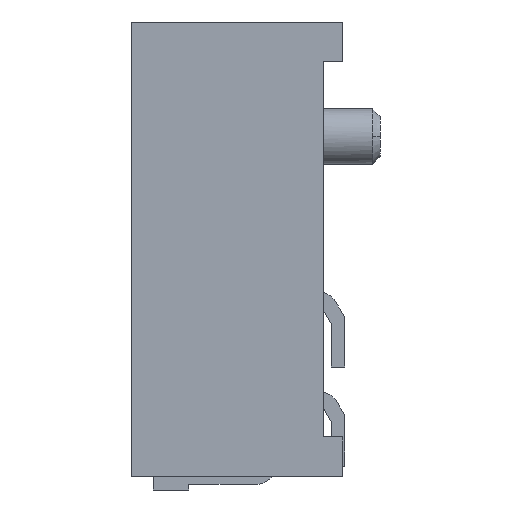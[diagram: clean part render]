
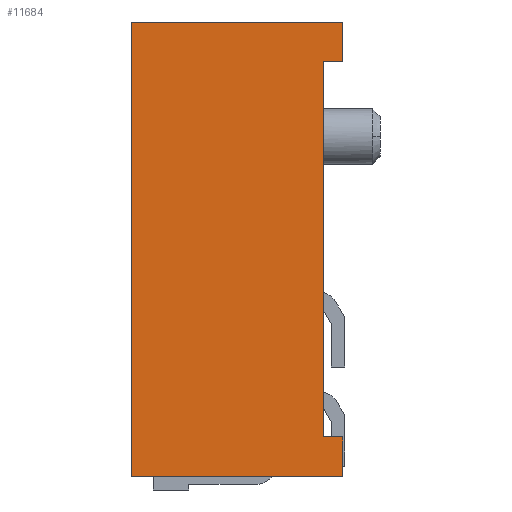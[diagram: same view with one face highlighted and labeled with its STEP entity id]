
A CAD part, left-side view. The second image highlights one B-rep face of the part: STEP entity #11684.
In plain terms, the highlighted planar face has unit normal (-1, 0, 0).
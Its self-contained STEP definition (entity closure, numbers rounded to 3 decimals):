
#13=DIRECTION('',(0.,0.,-1.));
#14=VECTOR('',#13,1.64);
#15=CARTESIAN_POINT('',(-9.05,-3.,-1.));
#16=LINE('',#15,#14);
#17=DIRECTION('',(0.,0.,-1.));
#18=VECTOR('',#17,0.52);
#19=CARTESIAN_POINT('',(-9.05,-3.,-2.64));
#20=LINE('',#19,#18);
#21=DIRECTION('',(0.,0.,-1.));
#22=VECTOR('',#21,7.34);
#23=CARTESIAN_POINT('',(-9.05,-3.,-3.16));
#24=LINE('',#23,#22);
#25=DIRECTION('',(0.,-1.,0.));
#26=VECTOR('',#25,0.5);
#27=CARTESIAN_POINT('',(-9.05,-3.,-10.5));
#28=LINE('',#27,#26);
#29=DIRECTION('',(0.,0.,-1.));
#30=VECTOR('',#29,1.);
#31=CARTESIAN_POINT('',(-9.05,-3.5,-10.5));
#32=LINE('',#31,#30);
#33=DIRECTION('',(0.,1.,0.));
#34=VECTOR('',#33,5.35);
#35=CARTESIAN_POINT('',(-9.05,-3.5,-11.5));
#36=LINE('',#35,#34);
#37=DIRECTION('',(0.,0.,1.));
#38=VECTOR('',#37,11.5);
#39=CARTESIAN_POINT('',(-9.05,1.85,-11.5));
#40=LINE('',#39,#38);
#41=DIRECTION('',(0.,-1.,0.));
#42=VECTOR('',#41,5.35);
#43=CARTESIAN_POINT('',(-9.05,1.85,0.));
#44=LINE('',#43,#42);
#45=DIRECTION('',(0.,0.,-1.));
#46=VECTOR('',#45,1.);
#47=CARTESIAN_POINT('',(-9.05,-3.5,0.));
#48=LINE('',#47,#46);
#49=DIRECTION('',(0.,1.,0.));
#50=VECTOR('',#49,0.5);
#51=CARTESIAN_POINT('',(-9.05,-3.5,-1.));
#52=LINE('',#51,#50);
#8861=CARTESIAN_POINT('',(-9.05,1.85,0.));
#8862=CARTESIAN_POINT('',(-9.05,-3.5,0.));
#8863=VERTEX_POINT('',#8861);
#8864=VERTEX_POINT('',#8862);
#8865=CARTESIAN_POINT('',(-9.05,-3.5,-1.));
#8866=VERTEX_POINT('',#8865);
#8867=CARTESIAN_POINT('',(-9.05,-3.,-1.));
#8868=VERTEX_POINT('',#8867);
#8869=CARTESIAN_POINT('',(-9.05,-3.,-10.5));
#8870=CARTESIAN_POINT('',(-9.05,-3.5,-10.5));
#8871=VERTEX_POINT('',#8869);
#8872=VERTEX_POINT('',#8870);
#8873=CARTESIAN_POINT('',(-9.05,-3.5,-11.5));
#8874=VERTEX_POINT('',#8873);
#8875=CARTESIAN_POINT('',(-9.05,1.85,-11.5));
#8876=VERTEX_POINT('',#8875);
#8917=CARTESIAN_POINT('',(-9.05,-3.,-2.64));
#8918=VERTEX_POINT('',#8917);
#8919=CARTESIAN_POINT('',(-9.05,-3.,-3.16));
#8920=VERTEX_POINT('',#8919);
#11657=CARTESIAN_POINT('',(-9.05,0.,0.));
#11658=DIRECTION('',(1.,0.,0.));
#11659=DIRECTION('',(0.,-1.,0.));
#11660=AXIS2_PLACEMENT_3D('',#11657,#11658,#11659);
#11661=PLANE('',#11660);
#11663=ORIENTED_EDGE('',*,*,#11662,.T.);
#11665=ORIENTED_EDGE('',*,*,#11664,.T.);
#11667=ORIENTED_EDGE('',*,*,#11666,.T.);
#11669=ORIENTED_EDGE('',*,*,#11668,.T.);
#11671=ORIENTED_EDGE('',*,*,#11670,.T.);
#11673=ORIENTED_EDGE('',*,*,#11672,.T.);
#11675=ORIENTED_EDGE('',*,*,#11674,.T.);
#11677=ORIENTED_EDGE('',*,*,#11676,.T.);
#11679=ORIENTED_EDGE('',*,*,#11678,.T.);
#11681=ORIENTED_EDGE('',*,*,#11680,.T.);
#11682=EDGE_LOOP('',(#11663,#11665,#11667,#11669,#11671,#11673,#11675,#11677,
#11679,#11681));
#11683=FACE_OUTER_BOUND('',#11682,.F.);
#11662=EDGE_CURVE('',#8868,#8918,#16,.T.);
#11664=EDGE_CURVE('',#8918,#8920,#20,.T.);
#11666=EDGE_CURVE('',#8920,#8871,#24,.T.);
#11668=EDGE_CURVE('',#8871,#8872,#28,.T.);
#11670=EDGE_CURVE('',#8872,#8874,#32,.T.);
#11672=EDGE_CURVE('',#8874,#8876,#36,.T.);
#11674=EDGE_CURVE('',#8876,#8863,#40,.T.);
#11676=EDGE_CURVE('',#8863,#8864,#44,.T.);
#11678=EDGE_CURVE('',#8864,#8866,#48,.T.);
#11680=EDGE_CURVE('',#8866,#8868,#52,.T.);
#11684=ADVANCED_FACE('',(#11683),#11661,.F.);
